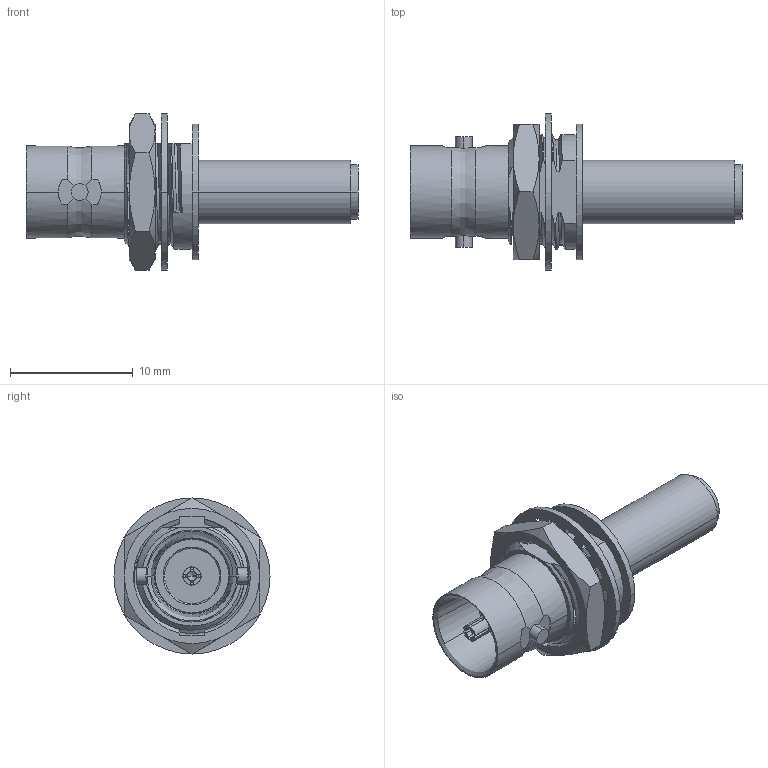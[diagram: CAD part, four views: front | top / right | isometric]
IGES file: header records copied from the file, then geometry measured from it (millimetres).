
Start section:  PTC IGES file: 031-70332.igs
Global section: file name: 031-70332.igs; native system: Pro/ENGINEER by Parametric Technology Corporation; preprocessor: 2010160; author: Admin; organization: Unknown; date: 20101213.164849; units: millimetre
Bounding box: 27 x 12.7 x 12.7 mm (x, y, z)
Surface area: 1536.4 mm2 (no closed solid volume)
Topology: 0 solids, 0 shells, 178 faces, 1043 edges, 1041 vertices
Faces by surface type: revolution 101, bspline 77
